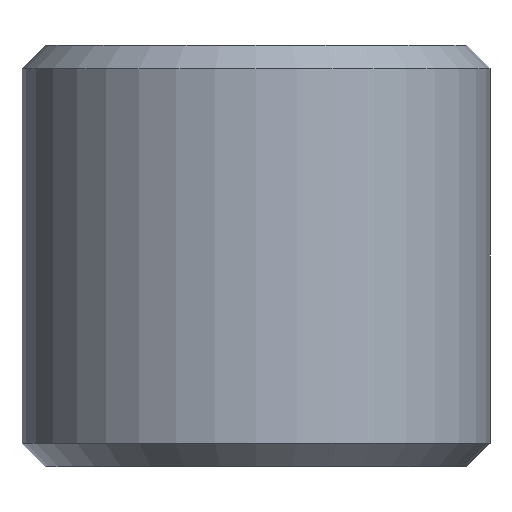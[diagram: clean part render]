
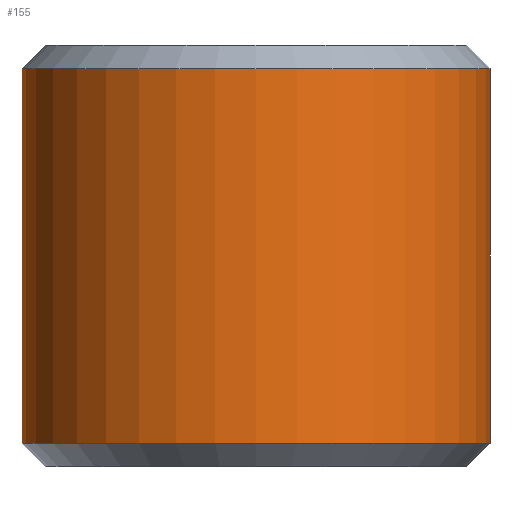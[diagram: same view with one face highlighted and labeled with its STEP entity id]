
A CAD part, front view. The second image highlights one B-rep face of the part: STEP entity #155.
In plain terms, the highlighted cylindrical face has radius 5 mm (diameter 10 mm), a partial arc.
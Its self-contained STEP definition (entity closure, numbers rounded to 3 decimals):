
#38=FACE_OUTER_BOUND('',#57,.F.);
#57=EDGE_LOOP('',(#88,#89,#90,#91));
#88=ORIENTED_EDGE('',*,*,#251,.T.);
#89=ORIENTED_EDGE('',*,*,#268,.F.);
#90=ORIENTED_EDGE('',*,*,#249,.F.);
#91=ORIENTED_EDGE('',*,*,#267,.F.);
#155=ADVANCED_FACE('',(#38),#172,.T.);
#172=CYLINDRICAL_SURFACE('',#353,5.);
#191=LINE('',#533,#205);
#192=LINE('',#534,#206);
#205=VECTOR('',#429,8.);
#206=VECTOR('',#430,8.);
#225=CIRCLE('',#338,5.);
#227=CIRCLE('',#340,5.);
#249=EDGE_CURVE('',#284,#283,#225,.T.);
#251=EDGE_CURVE('',#282,#281,#227,.T.);
#267=EDGE_CURVE('',#282,#284,#191,.T.);
#268=EDGE_CURVE('',#283,#281,#192,.T.);
#281=VERTEX_POINT('',#487);
#282=VERTEX_POINT('',#488);
#283=VERTEX_POINT('',#489);
#284=VERTEX_POINT('',#490);
#338=AXIS2_PLACEMENT_3D('',#515,#399,#400);
#340=AXIS2_PLACEMENT_3D('',#517,#403,#404);
#353=AXIS2_PLACEMENT_3D('',#544,#443,#444);
#399=DIRECTION('',(0.,0.,-1.));
#400=DIRECTION('',(1.,0.,0.));
#403=DIRECTION('',(0.,0.,-1.));
#404=DIRECTION('',(1.,0.,0.));
#429=DIRECTION('',(0.,0.,1.));
#430=DIRECTION('',(0.,0.,-1.));
#443=DIRECTION('',(0.,0.,-1.));
#444=DIRECTION('',(0.996,0.087,0.));
#487=CARTESIAN_POINT('',(-5.,0.,-8.5));
#488=CARTESIAN_POINT('',(5.,0.,-8.5));
#489=CARTESIAN_POINT('',(-5.,0.,-0.5));
#490=CARTESIAN_POINT('',(5.,0.,-0.5));
#515=CARTESIAN_POINT('',(0.,0.,-0.5));
#517=CARTESIAN_POINT('',(0.,0.,-8.5));
#533=CARTESIAN_POINT('',(5.,0.,-8.5));
#534=CARTESIAN_POINT('',(-5.,0.,-0.5));
#544=CARTESIAN_POINT('',(0.,0.,-8.9));
